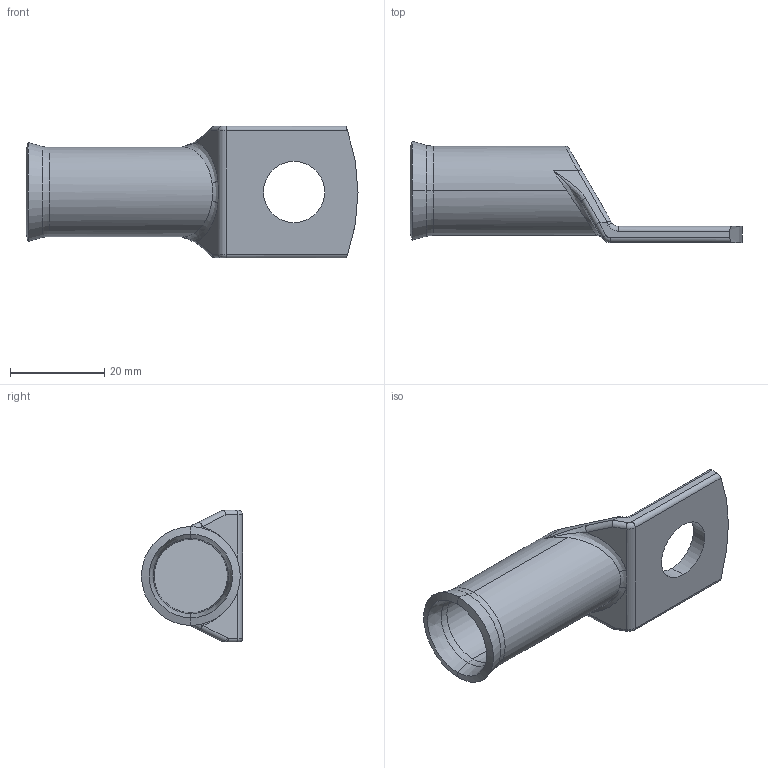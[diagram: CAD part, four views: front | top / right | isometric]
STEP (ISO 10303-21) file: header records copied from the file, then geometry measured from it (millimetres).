
FILE_DESCRIPTION (( 'STEP AP203' ), '1' );
FILE_NAME ('120 mm² Ekstra Standart (Uzun ve Kalýn) Tip Bakýr SKP M12.STEP', '2025-07-11T08:41:50', ( '' ), ( '' ), 'SwSTEP 2.0', 'SolidWorks 2023', '' );
FILE_SCHEMA (( 'CONFIG_CONTROL_DESIGN' ));
Length unit declared in the file: millimetre
Products named in the file (1): 120 mm² Ekstra Standart (Uzun ve Kalın) Tip Bakır SKP M12
Bounding box: 70.6 x 21.5 x 28 mm (x, y, z)
Volume: 7108.2 mm3; surface area: 6437.7 mm2
Topology: 1 solids, 1 shells, 58 faces, 137 edges, 77 vertices
Faces by surface type: cylinder 21, bspline 13, plane 10, torus 8, cone 6
Entity records: 2053 total; most frequent: CARTESIAN_POINT 785, ORIENTED_EDGE 266, DIRECTION 238, EDGE_CURVE 133, AXIS2_PLACEMENT_3D 96, VERTEX_POINT 77, EDGE_LOOP 60, FACE_OUTER_BOUND 58
